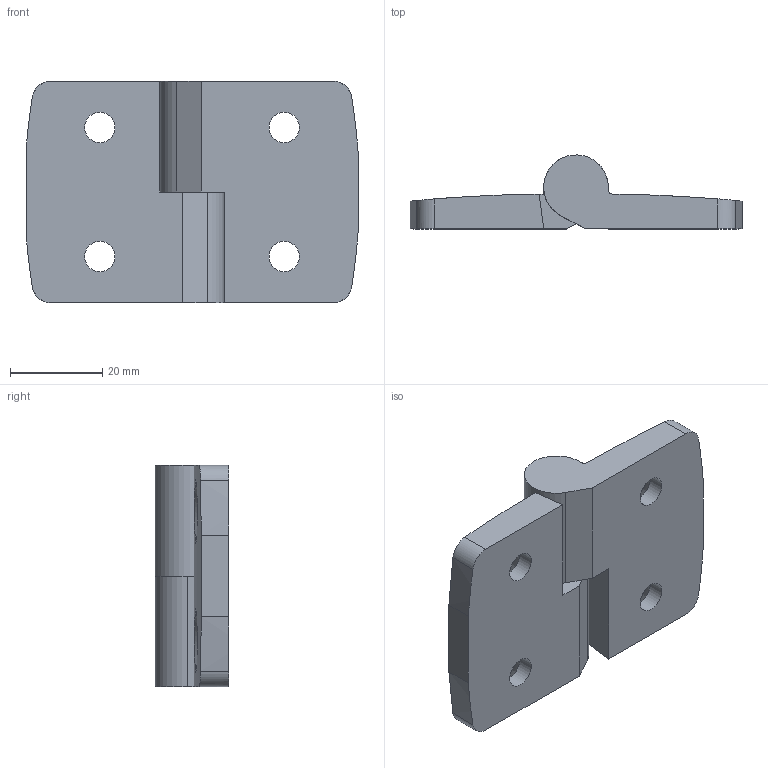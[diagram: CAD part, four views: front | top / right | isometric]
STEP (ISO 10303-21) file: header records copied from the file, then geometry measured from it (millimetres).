
FILE_DESCRIPTION( ( 'STEP AP214' ), '1' );
FILE_NAME( 'K0579.23520200.stp', '2021-01-06T09:10:44', ( '' ), ( '' ), ' ', 'PARTsolutions', ' ' );
FILE_SCHEMA( ( 'AUTOMOTIVE_DESIGN { 1 0 10303 214 1 1 1 1 }' ) );
Length unit declared in the file: millimetre
Products named in the file (3): K0579.23520200; _K0579_unten_20_rechts; _K0579_oben_0_20_rechts
Assembly tree (2 placements, depth 2):
  K0579.23520200
    _K0579_unten_20_rechts
    _K0579_oben_0_20_rechts
Bounding box: 72 x 15.99 x 48 mm (x, y, z)
Volume: 25630.7 mm3; surface area: 10843.8 mm2
Topology: 2 solids, 2 shells, 41 faces, 105 edges, 70 vertices
Faces by surface type: cylinder 19, plane 18, cone 4
Full cylindrical faces by diameter (mm): 6 x2, 6.6 x4
Entity records: 1943 total; most frequent: CARTESIAN_POINT 613, DIRECTION 197, ORIENTED_EDGE 180, EDGE_CURVE 90, AXIS2_PLACEMENT_3D 75, VERTEX_POINT 65, EDGE_LOOP 61, FACE_OUTER_BOUND 47
